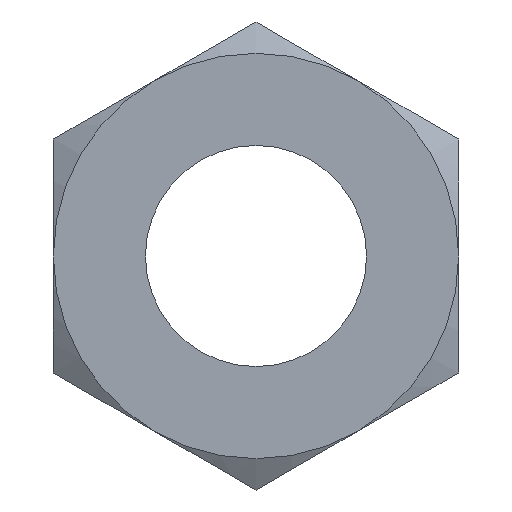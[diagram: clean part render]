
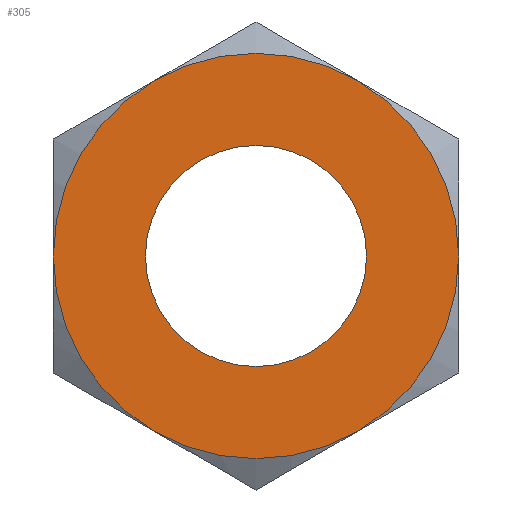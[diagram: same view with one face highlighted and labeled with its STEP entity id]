
A CAD part, front view. The second image highlights one B-rep face of the part: STEP entity #305.
In plain terms, the highlighted planar face has unit normal (0, -1, 0).
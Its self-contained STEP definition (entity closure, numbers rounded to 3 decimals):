
#16=FACE_BOUND('',#73,.T.);
#24=PLANE('',#349);
#50=FACE_OUTER_BOUND('',#72,.T.);
#72=EDGE_LOOP('',(#246,#247,#248,#249,#250,#251));
#73=EDGE_LOOP('',(#252));
#108=CIRCLE('',#331,2.75);
#111=CIRCLE('',#336,1.5);
#117=CIRCLE('',#350,2.75);
#118=CIRCLE('',#351,2.75);
#119=CIRCLE('',#352,2.75);
#120=CIRCLE('',#353,2.75);
#121=CIRCLE('',#354,2.75);
#122=VERTEX_POINT('',#446);
#123=VERTEX_POINT('',#447);
#129=VERTEX_POINT('',#470);
#136=VERTEX_POINT('',#487);
#139=VERTEX_POINT('',#504);
#144=VERTEX_POINT('',#539);
#147=VERTEX_POINT('',#556);
#148=EDGE_CURVE('',#122,#123,#108,.T.);
#156=EDGE_CURVE('',#129,#129,#111,.T.);
#188=EDGE_CURVE('',#123,#139,#117,.T.);
#189=EDGE_CURVE('',#139,#136,#118,.T.);
#190=EDGE_CURVE('',#136,#147,#119,.T.);
#191=EDGE_CURVE('',#147,#144,#120,.T.);
#192=EDGE_CURVE('',#122,#144,#121,.T.);
#246=ORIENTED_EDGE('',*,*,#148,.T.);
#247=ORIENTED_EDGE('',*,*,#188,.T.);
#248=ORIENTED_EDGE('',*,*,#189,.T.);
#249=ORIENTED_EDGE('',*,*,#190,.T.);
#250=ORIENTED_EDGE('',*,*,#191,.T.);
#251=ORIENTED_EDGE('',*,*,#192,.F.);
#252=ORIENTED_EDGE('',*,*,#156,.T.);
#305=ADVANCED_FACE('',(#50,#16),#24,.F.);
#331=AXIS2_PLACEMENT_3D('',#448,#369,#370);
#336=AXIS2_PLACEMENT_3D('',#472,#380,#381);
#349=AXIS2_PLACEMENT_3D('',#569,#412,#413);
#350=AXIS2_PLACEMENT_3D('',#570,#414,#415);
#351=AXIS2_PLACEMENT_3D('',#571,#416,#417);
#352=AXIS2_PLACEMENT_3D('',#572,#418,#419);
#353=AXIS2_PLACEMENT_3D('',#573,#420,#421);
#354=AXIS2_PLACEMENT_3D('',#574,#422,#423);
#369=DIRECTION('center_axis',(0.,-1.,0.));
#370=DIRECTION('ref_axis',(0.,0.,1.));
#380=DIRECTION('center_axis',(0.,1.,0.));
#381=DIRECTION('ref_axis',(0.,0.,1.));
#412=DIRECTION('center_axis',(0.,1.,0.));
#413=DIRECTION('ref_axis',(0.,0.,1.));
#414=DIRECTION('center_axis',(0.,-1.,0.));
#415=DIRECTION('ref_axis',(0.,0.,1.));
#416=DIRECTION('center_axis',(0.,-1.,0.));
#417=DIRECTION('ref_axis',(0.,0.,1.));
#418=DIRECTION('center_axis',(0.,-1.,0.));
#419=DIRECTION('ref_axis',(0.,0.,1.));
#420=DIRECTION('center_axis',(0.,-1.,0.));
#421=DIRECTION('ref_axis',(0.,0.,1.));
#422=DIRECTION('center_axis',(0.,1.,0.));
#423=DIRECTION('ref_axis',(0.,0.,1.));
#446=CARTESIAN_POINT('',(1.375,-1.2,2.382));
#447=CARTESIAN_POINT('',(-1.375,-1.2,2.382));
#448=CARTESIAN_POINT('Origin',(0.,-1.2,0.));
#470=CARTESIAN_POINT('',(0.,-1.2,1.5));
#472=CARTESIAN_POINT('Origin',(0.,-1.2,0.));
#487=CARTESIAN_POINT('',(-1.375,-1.2,-2.382));
#504=CARTESIAN_POINT('',(-2.75,-1.2,0.));
#539=CARTESIAN_POINT('',(2.75,-1.2,0.));
#556=CARTESIAN_POINT('',(1.375,-1.2,-2.382));
#569=CARTESIAN_POINT('Origin',(-2.75,-1.2,-1.588));
#570=CARTESIAN_POINT('Origin',(0.,-1.2,0.));
#571=CARTESIAN_POINT('Origin',(0.,-1.2,0.));
#572=CARTESIAN_POINT('Origin',(0.,-1.2,0.));
#573=CARTESIAN_POINT('Origin',(0.,-1.2,0.));
#574=CARTESIAN_POINT('Origin',(0.,-1.2,0.));
